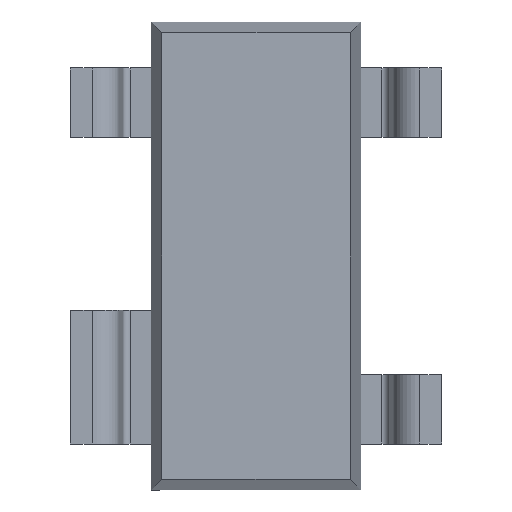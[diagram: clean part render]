
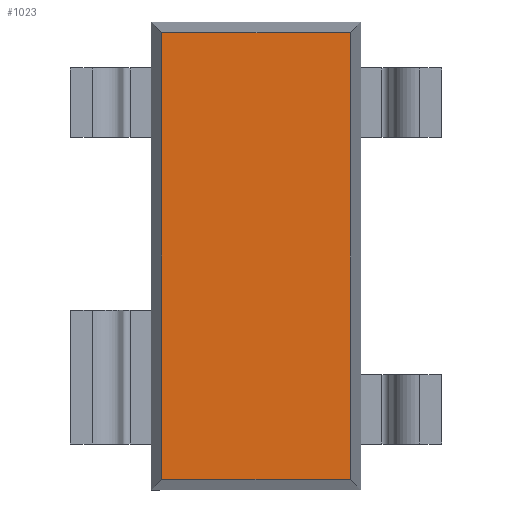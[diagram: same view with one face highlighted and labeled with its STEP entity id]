
A CAD part, front view. The second image highlights one B-rep face of the part: STEP entity #1023.
In plain terms, the highlighted planar face has unit normal (0, -1, 0).
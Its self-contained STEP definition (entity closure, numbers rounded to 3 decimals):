
#2 = AXIS2_PLACEMENT_3D ( 'NONE', #53, #862, #1360 ) ;
#32 = VERTEX_POINT ( 'NONE', #1300 ) ;
#53 = CARTESIAN_POINT ( 'NONE',  ( 0., 0.1, 0. ) ) ;
#84 = EDGE_LOOP ( 'NONE', ( #577, #1460, #459, #1243 ) ) ;
#266 = EDGE_CURVE ( 'NONE', #1268, #1316, #1481, .T. ) ;
#459 = ORIENTED_EDGE ( 'NONE', *, *, #266, .T. ) ;
#577 = ORIENTED_EDGE ( 'NONE', *, *, #1226, .T. ) ;
#601 = DIRECTION ( 'NONE',  ( 0., 0., 1. ) ) ;
#718 = PLANE ( 'NONE',  #2 ) ;
#746 = LINE ( 'NONE', #1767, #800 ) ;
#800 = VECTOR ( 'NONE', #941, 1000. ) ;
#826 = VERTEX_POINT ( 'NONE', #1077 ) ;
#843 = FACE_OUTER_BOUND ( 'NONE', #84, .T. ) ;
#862 = DIRECTION ( 'NONE',  ( 0., -1., 0. ) ) ;
#889 = VECTOR ( 'NONE', #1819, 1000. ) ;
#890 = EDGE_CURVE ( 'NONE', #32, #1268, #1832, .T. ) ;
#912 = LINE ( 'NONE', #1385, #1329 ) ;
#941 = DIRECTION ( 'NONE',  ( 1., 0., 0. ) ) ;
#962 = CARTESIAN_POINT ( 'NONE',  ( 0.65, 0.1, 1.383 ) ) ;
#1023 = ADVANCED_FACE ( 'NONE', ( #843 ), #718, .T. ) ;
#1049 = CARTESIAN_POINT ( 'NONE',  ( -0.583, 0.1, 1.45 ) ) ;
#1077 = CARTESIAN_POINT ( 'NONE',  ( 0.583, 0.1, -1.383 ) ) ;
#1105 = CARTESIAN_POINT ( 'NONE',  ( -0.583, 0.1, -1.383 ) ) ;
#1226 = EDGE_CURVE ( 'NONE', #826, #32, #912, .T. ) ;
#1243 = ORIENTED_EDGE ( 'NONE', *, *, #1415, .T. ) ;
#1268 = VERTEX_POINT ( 'NONE', #1718 ) ;
#1300 = CARTESIAN_POINT ( 'NONE',  ( 0.583, 0.1, 1.383 ) ) ;
#1316 = VERTEX_POINT ( 'NONE', #1105 ) ;
#1329 = VECTOR ( 'NONE', #601, 1000. ) ;
#1360 = DIRECTION ( 'NONE',  ( 1., 0., 0. ) ) ;
#1385 = CARTESIAN_POINT ( 'NONE',  ( 0.583, 0.1, -1.45 ) ) ;
#1415 = EDGE_CURVE ( 'NONE', #1316, #826, #746, .T. ) ;
#1460 = ORIENTED_EDGE ( 'NONE', *, *, #890, .T. ) ;
#1481 = LINE ( 'NONE', #1049, #889 ) ;
#1650 = VECTOR ( 'NONE', #1769, 1000. ) ;
#1718 = CARTESIAN_POINT ( 'NONE',  ( -0.583, 0.1, 1.383 ) ) ;
#1767 = CARTESIAN_POINT ( 'NONE',  ( -0.65, 0.1, -1.383 ) ) ;
#1769 = DIRECTION ( 'NONE',  ( -1., 0., 0. ) ) ;
#1819 = DIRECTION ( 'NONE',  ( 0., 0., -1. ) ) ;
#1832 = LINE ( 'NONE', #962, #1650 ) ;
